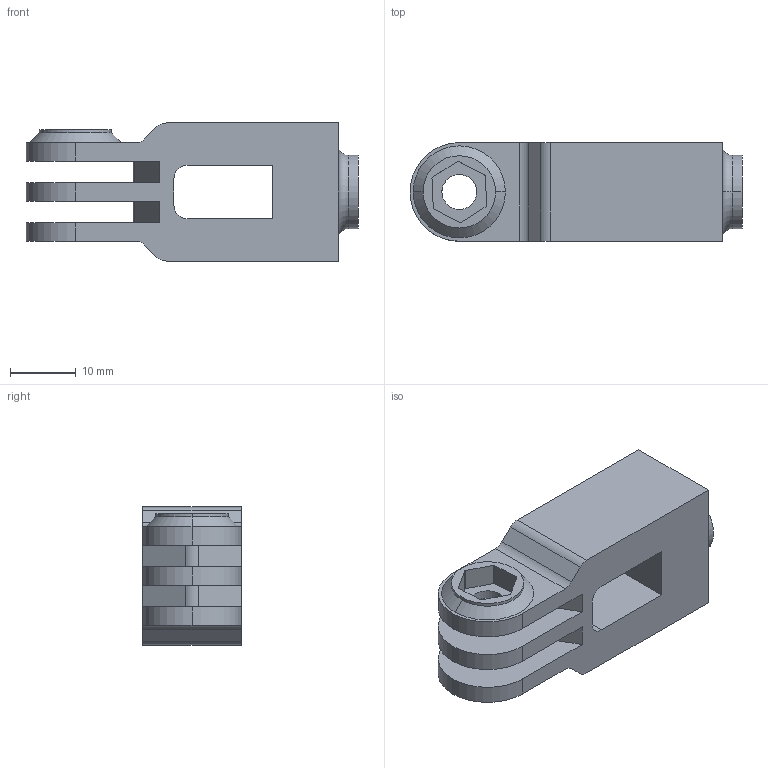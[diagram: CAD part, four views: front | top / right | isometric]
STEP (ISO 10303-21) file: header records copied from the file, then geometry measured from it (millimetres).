
FILE_DESCRIPTION (( 'STEP AP214' ), '1' );
FILE_NAME ('Rotating_camera_mount_bottom.STEP', '2022-02-26T01:56:35', ( '' ), ( '' ), 'SwSTEP 2.0', 'SolidWorks 2020', '' );
FILE_SCHEMA (( 'AUTOMOTIVE_DESIGN' ));
Length unit declared in the file: millimetre
Products named in the file (1): Rotating_camera_mount_bottom
Bounding box: 50.5 x 15 x 21 mm (x, y, z)
Volume: 9374.1 mm3; surface area: 5204.1 mm2
Topology: 1 solids, 1 shells, 67 faces, 182 edges, 120 vertices
Faces by surface type: cylinder 33, plane 30, torus 2, cone 2
Entity records: 2190 total; most frequent: DIRECTION 390, CARTESIAN_POINT 370, ORIENTED_EDGE 364, EDGE_CURVE 182, AXIS2_PLACEMENT_3D 140, VERTEX_POINT 120, LINE 110, VECTOR 110
